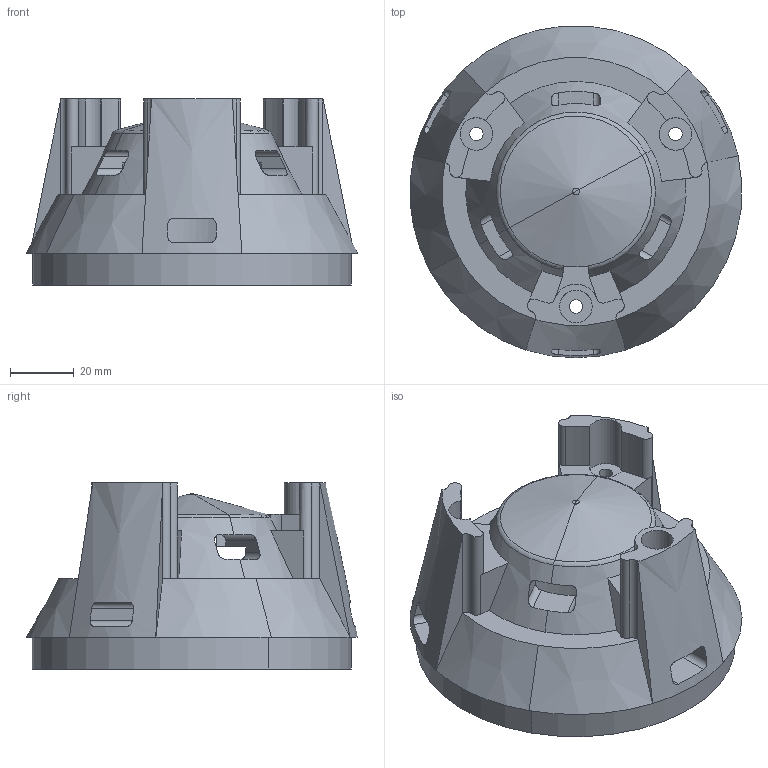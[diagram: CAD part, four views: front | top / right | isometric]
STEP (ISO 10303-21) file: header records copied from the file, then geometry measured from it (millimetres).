
FILE_DESCRIPTION(('CATIA V5 STEP Exchange'),'2;1');
FILE_NAME('SP02_ALPHA_SEPA_PRINCIPALE_new.stp','2025-05-12T09:49:46+00:00',('none'),('none'),'CATIA Version 5 Release 19 GA (IN-10)','CATIA V5 STEP AP203','none');
FILE_SCHEMA(('CONFIG_CONTROL_DESIGN'));
Length unit declared in the file: millimetre
Products named in the file (1): SP02_ALPHA_SEPA_PRINCIPALE
Bounding box: 103.8 x 103.82 x 58.25 mm (x, y, z)
Volume: 215943.1 mm3; surface area: 44035 mm2
Topology: 1 solids, 1 shells, 164 faces, 460 edges, 297 vertices
Faces by surface type: cylinder 78, plane 69, cone 12, torus 3, sphere 2
Entity records: 5057 total; most frequent: CARTESIAN_POINT 1147, ORIENTED_EDGE 916, DIRECTION 595, EDGE_CURVE 458, VERTEX_POINT 297, AXIS2_PLACEMENT_3D 296, VECTOR 200, LINE 200
